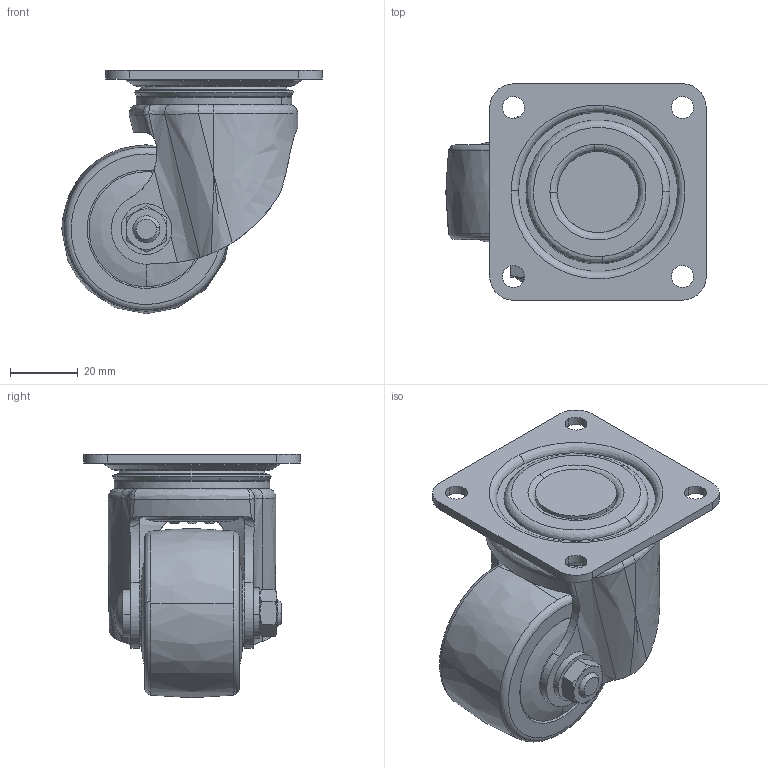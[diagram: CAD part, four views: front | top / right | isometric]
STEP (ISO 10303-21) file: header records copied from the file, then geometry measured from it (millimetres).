
FILE_DESCRIPTION((''),'2;1');
FILE_NAME('','2005-12-16T11:53:03',(''),(''),'','CADfix','');
FILE_SCHEMA(('AUTOMOTIVE_DESIGN'));
Length unit declared in the file: millimetre
Products named in the file (6): wheel; mounting plate; main shaft; body; axle; No_104HB2_EP_19653_36
Assembly tree (5 placements, depth 2):
  No_104HB2_EP_19653_36
    wheel
    mounting plate
    main shaft
    body
    axle
Bounding box: 77 x 64 x 72 mm (x, y, z)
Volume: 99062.8 mm3; surface area: 37374.1 mm2
Topology: 5 solids, 5 shells, 264 faces, 816 edges, 572 vertices
Faces by surface type: bspline 264
Entity records: 11895 total; most frequent: CARTESIAN_POINT 7529, ORIENTED_EDGE 1616, EDGE_CURVE 808, VERTEX_POINT 572, EDGE_LOOP 300, FACE_OUTER_BOUND 264, ADVANCED_FACE 264, QUASI_UNIFORM_CURVE 154
